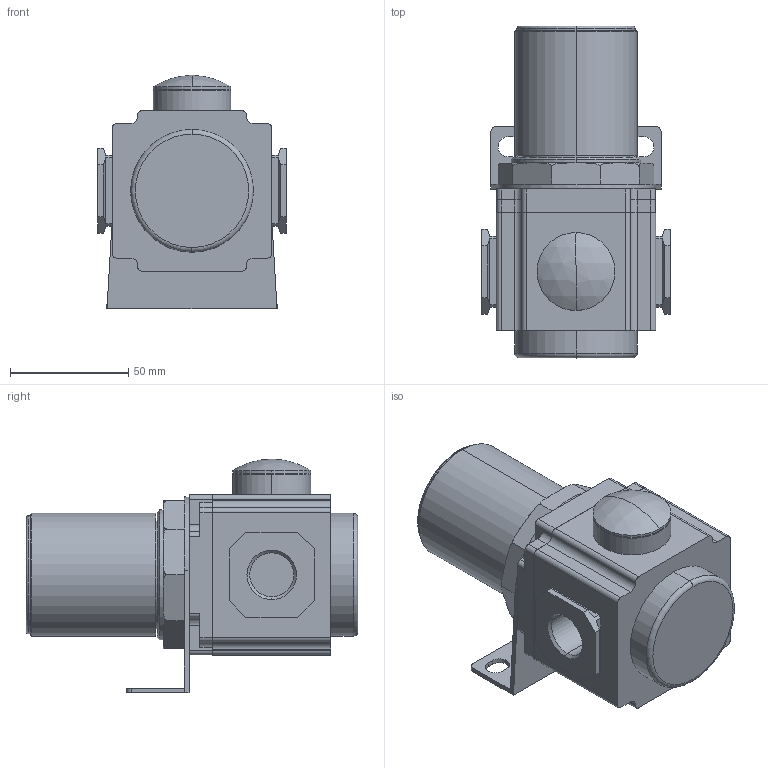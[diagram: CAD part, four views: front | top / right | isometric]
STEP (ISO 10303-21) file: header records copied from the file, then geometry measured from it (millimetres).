
FILE_DESCRIPTION (( 'STEP AP203' ), '1' );
FILE_NAME ('AR2-443.step', '2020-04-27T12:13:22', ( '' ), ( '' ), 'SwSTEP 2.0', 'SolidWorks 2019', '' );
FILE_SCHEMA (( 'CONFIG_CONTROL_DESIGN' ));
Length unit declared in the file: millimetre
Products named in the file (1): AR2-443
Bounding box: 80 x 140.5 x 99 mm (x, y, z)
Volume: 461032 mm3; surface area: 51198.3 mm2
Topology: 1 solids, 1 shells, 192 faces, 506 edges, 327 vertices
Faces by surface type: plane 109, cylinder 57, torus 16, cone 8, sphere 2
Entity records: 6351 total; most frequent: CARTESIAN_POINT 1438, ORIENTED_EDGE 1012, DIRECTION 1012, EDGE_CURVE 506, AXIS2_PLACEMENT_3D 341, VECTOR 330, LINE 330, VERTEX_POINT 327
